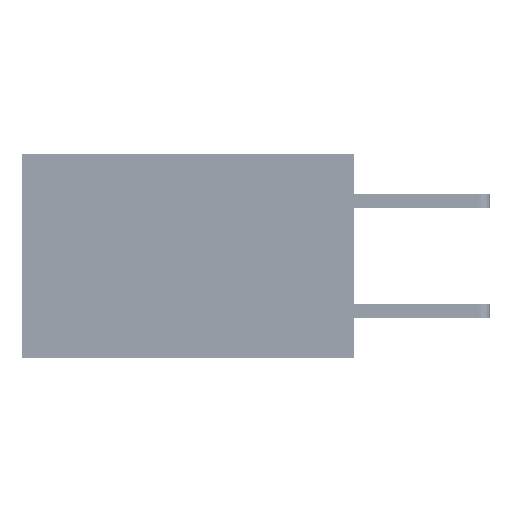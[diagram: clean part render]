
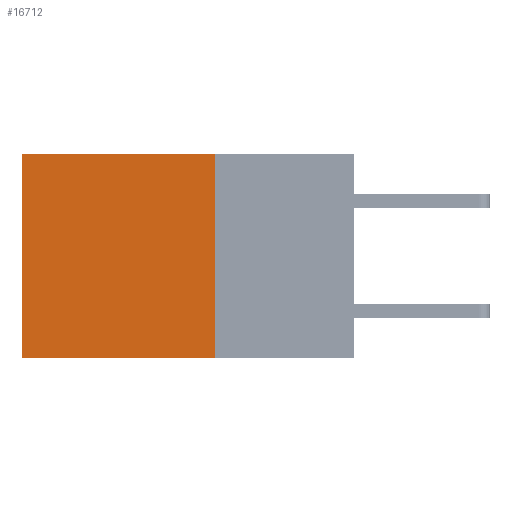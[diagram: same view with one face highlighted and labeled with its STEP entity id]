
A CAD part, left-side view. The second image highlights one B-rep face of the part: STEP entity #16712.
In plain terms, the highlighted planar face has unit normal (-1, 0, 0).
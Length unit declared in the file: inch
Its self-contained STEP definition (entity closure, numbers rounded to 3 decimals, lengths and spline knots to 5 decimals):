
#1902 = LINE ( 'NONE', #41903, #31009 ) ;
#2084 = CARTESIAN_POINT ( 'NONE',  ( 0.2875, 0.25, -0.37 ) ) ;
#3379 = VERTEX_POINT ( 'NONE', #2084 ) ;
#4251 = FACE_OUTER_BOUND ( 'NONE', #11645, .T. ) ;
#4318 = DIRECTION ( 'NONE',  ( 1., 0., 0. ) ) ;
#5028 = AXIS2_PLACEMENT_3D ( 'NONE', #27387, #4318, #41479 ) ;
#5359 = CARTESIAN_POINT ( 'NONE',  ( 0.2875, 0.6, -0.37 ) ) ;
#5608 = DIRECTION ( 'NONE',  ( 0., 1., 0. ) ) ;
#5752 = EDGE_CURVE ( 'NONE', #3379, #35353, #6086, .T. ) ;
#6086 = LINE ( 'NONE', #31909, #16661 ) ;
#6334 = VECTOR ( 'NONE', #7986, 39.37008 ) ;
#6922 = ORIENTED_EDGE ( 'NONE', *, *, #5752, .F. ) ;
#7986 = DIRECTION ( 'NONE',  ( 0., 0., -1. ) ) ;
#8821 = CARTESIAN_POINT ( 'NONE',  ( 0.2875, 0.6, 0. ) ) ;
#11164 = LINE ( 'NONE', #27929, #6334 ) ;
#11645 = EDGE_LOOP ( 'NONE', ( #28159, #6922, #27937, #29398 ) ) ;
#16661 = VECTOR ( 'NONE', #25276, 39.37008 ) ;
#16712 = ADVANCED_FACE ( 'NONE', ( #4251 ), #41330, .F. ) ;
#22423 = DIRECTION ( 'NONE',  ( 0., 0., -1. ) ) ;
#23023 = LINE ( 'NONE', #8821, #23525 ) ;
#23525 = VECTOR ( 'NONE', #22423, 39.37008 ) ;
#23666 = EDGE_CURVE ( 'NONE', #33955, #40692, #1902, .T. ) ;
#24433 = EDGE_CURVE ( 'NONE', #40692, #35353, #23023, .T. ) ;
#25276 = DIRECTION ( 'NONE',  ( 0., 1., 0. ) ) ;
#27387 = CARTESIAN_POINT ( 'NONE',  ( 0.2875, 0.25, 0. ) ) ;
#27929 = CARTESIAN_POINT ( 'NONE',  ( 0.2875, 0.25, 0. ) ) ;
#27937 = ORIENTED_EDGE ( 'NONE', *, *, #31490, .F. ) ;
#28159 = ORIENTED_EDGE ( 'NONE', *, *, #24433, .T. ) ;
#29398 = ORIENTED_EDGE ( 'NONE', *, *, #23666, .T. ) ;
#31009 = VECTOR ( 'NONE', #5608, 39.37008 ) ;
#31490 = EDGE_CURVE ( 'NONE', #33955, #3379, #11164, .T. ) ;
#31909 = CARTESIAN_POINT ( 'NONE',  ( 0.2875, 0.25, -0.37 ) ) ;
#33955 = VERTEX_POINT ( 'NONE', #42046 ) ;
#35353 = VERTEX_POINT ( 'NONE', #5359 ) ;
#40692 = VERTEX_POINT ( 'NONE', #41900 ) ;
#41330 = PLANE ( 'NONE',  #5028 ) ;
#41479 = DIRECTION ( 'NONE',  ( 0., 0., -1. ) ) ;
#41900 = CARTESIAN_POINT ( 'NONE',  ( 0.2875, 0.6, 0. ) ) ;
#41903 = CARTESIAN_POINT ( 'NONE',  ( 0.2875, 0.25, 0. ) ) ;
#42046 = CARTESIAN_POINT ( 'NONE',  ( 0.2875, 0.25, 0. ) ) ;
